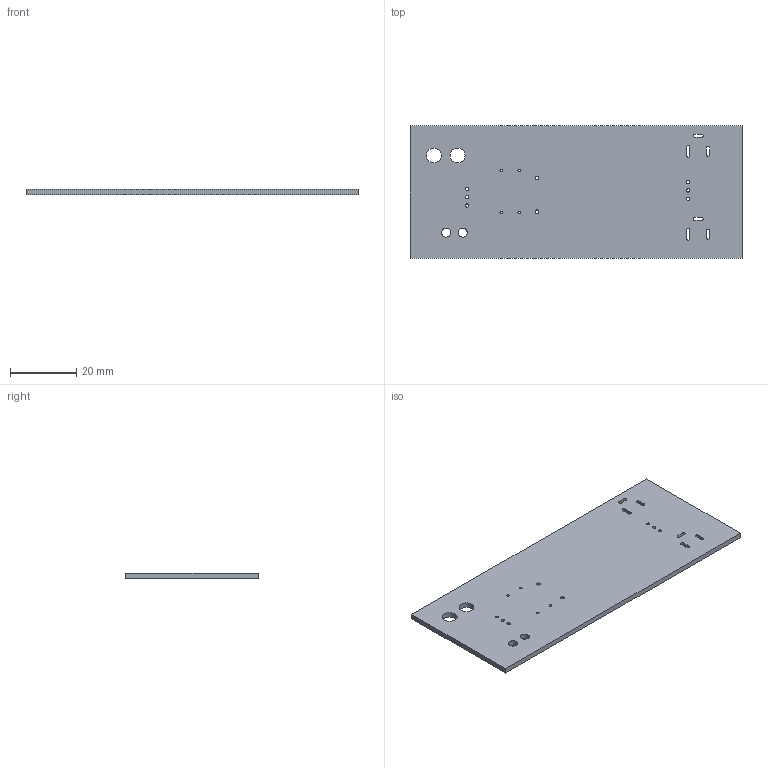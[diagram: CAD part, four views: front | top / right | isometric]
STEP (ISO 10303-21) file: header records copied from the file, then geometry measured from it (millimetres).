
FILE_DESCRIPTION(('KiCad electronic assembly'),'2;1');
FILE_NAME('PowerPCB.step','2022-02-25T10:15:02',('Pcbnew'),('Kicad'), 'Open CASCADE STEP processor 7.6','KiCad to STEP converter','Unknown' );
FILE_SCHEMA(('AUTOMOTIVE_DESIGN { 1 0 10303 214 1 1 1 1 }'));
Length unit declared in the file: millimetre
Products named in the file (2): PowerPCB 1; PowerPCB PCB
Assembly tree (1 placements, depth 2):
  PowerPCB 1
    PowerPCB PCB
Bounding box: 100 x 40 x 1.6 mm (x, y, z)
Volume: 6288.6 mm3; surface area: 8510.3 mm2
Topology: 1 solids, 1 shells, 46 faces, 132 edges, 88 vertices
Faces by surface type: cylinder 28, plane 18
Full cylindrical faces by diameter (mm): 0.8 x4, 1 x6, 1.1 x2, 2.7 x2, 4.5 x2
Entity records: 3551 total; most frequent: CARTESIAN_POINT 868, DIRECTION 492, LINE 284, VECTOR 284, ORIENTED_EDGE 264, PCURVE 264, DEFINITIONAL_REPRESENTATION 264, EDGE_CURVE 132
